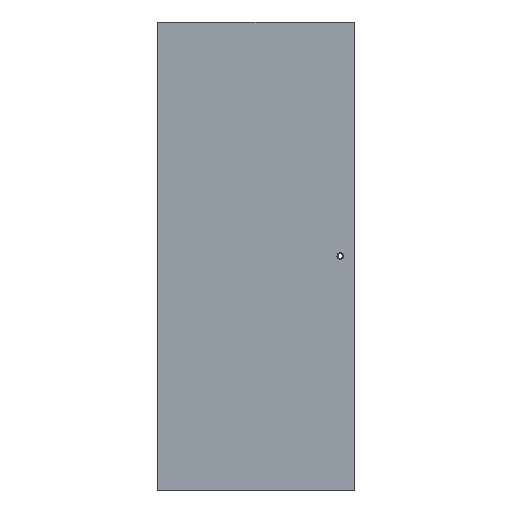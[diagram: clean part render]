
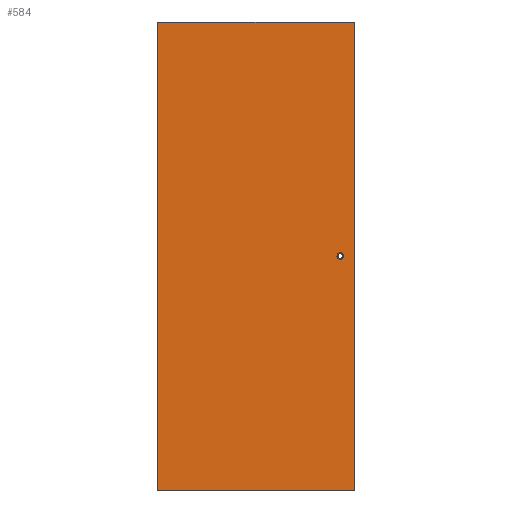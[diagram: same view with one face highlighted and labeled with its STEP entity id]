
A CAD part, left-side view. The second image highlights one B-rep face of the part: STEP entity #584.
In plain terms, the highlighted planar face has unit normal (-1, 0, 0).
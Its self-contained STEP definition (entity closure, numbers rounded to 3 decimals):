
#136 = ORIENTED_EDGE ( 'NONE', *, *, #1250, .F. ) ;
#147 = ORIENTED_EDGE ( 'NONE', *, *, #1252, .F. ) ;
#148 = ORIENTED_EDGE ( 'NONE', *, *, #1251, .T. ) ;
#151 = ORIENTED_EDGE ( 'NONE', *, *, #1786, .T. ) ;
#162 = ORIENTED_EDGE ( 'NONE', *, *, #1253, .F. ) ;
#209 = AXIS2_PLACEMENT_3D ( 'NONE', #1436, #1437, #1438 ) ;
#290 = VERTEX_POINT ( 'NONE', #1570 ) ;
#298 = VERTEX_POINT ( 'NONE', #1557 ) ;
#302 = VERTEX_POINT ( 'NONE', #1709 ) ;
#309 = VERTEX_POINT ( 'NONE', #1737 ) ;
#345 = AXIS2_PLACEMENT_3D ( 'NONE', #1717, #1708, #1707 ) ;
#543 = CARTESIAN_POINT ( 'NONE',  ( 0., 210., 1. ) ) ;
#544 = DIRECTION ( 'NONE',  ( 0., 0., -1. ) ) ;
#545 = CARTESIAN_POINT ( 'NONE',  ( 0., 11.5, -249. ) ) ;
#584 = ADVANCED_FACE ( 'NONE', ( #870, #873 ), #1711, .F. ) ;
#835 = EDGE_LOOP ( 'NONE', ( #151, #148, #147, #162 ) ) ;
#837 = EDGE_LOOP ( 'NONE', ( #136 ) ) ;
#870 = FACE_BOUND ( 'NONE', #837, .T. ) ;
#873 = FACE_OUTER_BOUND ( 'NONE', #835, .T. ) ;
#973 = LINE ( 'NONE', #1440, #979 ) ;
#975 = CIRCLE ( 'NONE', #209, 3.5 ) ;
#977 = LINE ( 'NONE', #1434, #983 ) ;
#978 = LINE ( 'NONE', #1428, #980 ) ;
#979 = VECTOR ( 'NONE', #1431, 1000. ) ;
#980 = VECTOR ( 'NONE', #1439, 1000. ) ;
#983 = VECTOR ( 'NONE', #1442, 1000. ) ;
#1192 = LINE ( 'NONE', #543, #1195 ) ;
#1195 = VECTOR ( 'NONE', #544, 1000. ) ;
#1196 = VERTEX_POINT ( 'NONE', #545 ) ;
#1250 = EDGE_CURVE ( 'NONE', #1196, #1196, #975, .T. ) ;
#1251 = EDGE_CURVE ( 'NONE', #302, #298, #978, .T. ) ;
#1252 = EDGE_CURVE ( 'NONE', #309, #298, #973, .T. ) ;
#1253 = EDGE_CURVE ( 'NONE', #290, #309, #977, .T. ) ;
#1428 = CARTESIAN_POINT ( 'NONE',  ( 0., 210., -499. ) ) ;
#1431 = DIRECTION ( 'NONE',  ( 0., 0., -1. ) ) ;
#1434 = CARTESIAN_POINT ( 'NONE',  ( 0., 210., 1. ) ) ;
#1436 = CARTESIAN_POINT ( 'NONE',  ( 0., 15., -249. ) ) ;
#1437 = DIRECTION ( 'NONE',  ( -1., 0., 0. ) ) ;
#1438 = DIRECTION ( 'NONE',  ( 0., -1., 0. ) ) ;
#1439 = DIRECTION ( 'NONE',  ( 0., -1., 0. ) ) ;
#1440 = CARTESIAN_POINT ( 'NONE',  ( 0., 0., 1. ) ) ;
#1442 = DIRECTION ( 'NONE',  ( 0., -1., 0. ) ) ;
#1557 = CARTESIAN_POINT ( 'NONE',  ( 0., 0., -499. ) ) ;
#1570 = CARTESIAN_POINT ( 'NONE',  ( 0., 210., 1. ) ) ;
#1707 = DIRECTION ( 'NONE',  ( 0., 1., 0. ) ) ;
#1708 = DIRECTION ( 'NONE',  ( 1., 0., 0. ) ) ;
#1709 = CARTESIAN_POINT ( 'NONE',  ( 0., 210., -499. ) ) ;
#1711 = PLANE ( 'NONE',  #345 ) ;
#1717 = CARTESIAN_POINT ( 'NONE',  ( 0., 210., 1. ) ) ;
#1737 = CARTESIAN_POINT ( 'NONE',  ( 0., 0., 1. ) ) ;
#1786 = EDGE_CURVE ( 'NONE', #290, #302, #1192, .T. ) ;
